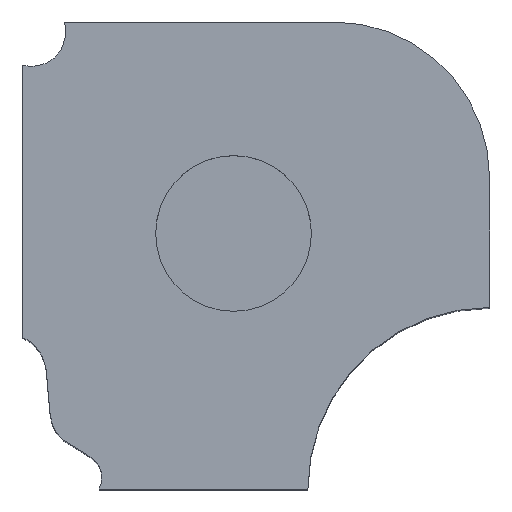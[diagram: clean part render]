
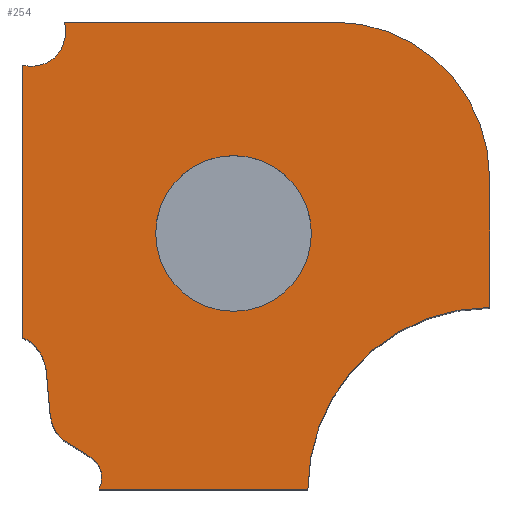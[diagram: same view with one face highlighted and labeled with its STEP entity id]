
A CAD part, top view. The second image highlights one B-rep face of the part: STEP entity #254.
In plain terms, the highlighted planar face has unit normal (0, 0, 1).
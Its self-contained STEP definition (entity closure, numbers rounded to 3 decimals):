
#2 = DIRECTION ( 'NONE',  ( 1., 0., 0. ) ) ;
#5 =( BOUNDED_CURVE ( )  B_SPLINE_CURVE ( 3, ( #298, #495, #295, #23 ),
 .UNSPECIFIED., .F., .F. ) 
 B_SPLINE_CURVE_WITH_KNOTS ( ( 4, 4 ),
 ( 5.458, 6.283 ),
 .UNSPECIFIED. ) 
 CURVE ( )  GEOMETRIC_REPRESENTATION_ITEM ( )  RATIONAL_B_SPLINE_CURVE ( ( 1., 0.944, 0.944, 1. ) ) 
 REPRESENTATION_ITEM ( '' )  );
#20 = FACE_OUTER_BOUND ( 'NONE', #169, .T. ) ;
#23 = CARTESIAN_POINT ( 'NONE',  ( -34.576, 33.795, 100. ) ) ;
#33 = DIRECTION ( 'NONE',  ( 1., 0., 0. ) ) ;
#39 = LINE ( 'NONE', #200, #286 ) ;
#45 = AXIS2_PLACEMENT_3D ( 'NONE', #201, #360, #438 ) ;
#58 = EDGE_CURVE ( 'NONE', #74, #428, #325, .T. ) ;
#61 = DIRECTION ( 'NONE',  ( 1., 0., 0. ) ) ;
#70 = VERTEX_POINT ( 'NONE', #356 ) ;
#73 = VERTEX_POINT ( 'NONE', #159 ) ;
#74 = VERTEX_POINT ( 'NONE', #124 ) ;
#77 = CARTESIAN_POINT ( 'NONE',  ( -25.878, -49.26, 100. ) ) ;
#81 = EDGE_CURVE ( 'NONE', #73, #70, #195, .T. ) ;
#121 = DIRECTION ( 'NONE',  ( 0., 0., 1. ) ) ;
#122 = AXIS2_PLACEMENT_3D ( 'NONE', #499, #349, #33 ) ;
#124 = CARTESIAN_POINT ( 'NONE',  ( 15., 0., 100. ) ) ;
#125 = CARTESIAN_POINT ( 'NONE',  ( -25.878, -49.26, 100. ) ) ;
#133 = VECTOR ( 'NONE', #508, 1000. ) ;
#137 = VERTEX_POINT ( 'NONE', #190 ) ;
#142 = LINE ( 'NONE', #415, #474 ) ;
#147 = CARTESIAN_POINT ( 'NONE',  ( -40.676, -20.042, 100. ) ) ;
#153 = CARTESIAN_POINT ( 'NONE',  ( -32.548, 40.74, 100. ) ) ;
#154 = AXIS2_PLACEMENT_3D ( 'NONE', #199, #121, #276 ) ;
#156 = EDGE_CURVE ( 'NONE', #387, #293, #457, .T. ) ;
#157 = CARTESIAN_POINT ( 'NONE',  ( -32.751, -23.57, 100. ) ) ;
#159 = CARTESIAN_POINT ( 'NONE',  ( 14.324, -49.26, 100. ) ) ;
#160 = CIRCLE ( 'NONE', #202, 30. ) ;
#161 = LINE ( 'NONE', #361, #133 ) ;
#169 = EDGE_LOOP ( 'NONE', ( #445, #249, #186, #501, #365, #449, #256, #300, #174 ) ) ;
#174 = ORIENTED_EDGE ( 'NONE', *, *, #223, .F. ) ;
#180 = AXIS2_PLACEMENT_3D ( 'NONE', #355, #399, #2 ) ;
#181 = PLANE ( 'NONE',  #122 ) ;
#186 = ORIENTED_EDGE ( 'NONE', *, *, #461, .F. ) ;
#190 = CARTESIAN_POINT ( 'NONE',  ( 49.324, 10.74, 100. ) ) ;
#195 = CIRCLE ( 'NONE', #45, 35. ) ;
#199 = CARTESIAN_POINT ( 'NONE',  ( 0., 0., 100. ) ) ;
#200 = CARTESIAN_POINT ( 'NONE',  ( -40.676, 40.74, 100. ) ) ;
#201 = CARTESIAN_POINT ( 'NONE',  ( 49.324, -49.26, 100. ) ) ;
#202 = AXIS2_PLACEMENT_3D ( 'NONE', #329, #487, #287 ) ;
#203 = CARTESIAN_POINT ( 'NONE',  ( -40.676, 32.393, 100. ) ) ;
#223 = EDGE_CURVE ( 'NONE', #489, #285, #233, .T. ) ;
#226 = B_SPLINE_CURVE_WITH_KNOTS ( 'NONE', 3,
 ( #77, #231, #392, #157, #312 ),
 .UNSPECIFIED., .F., .F.,
 ( 4, 1, 4 ),
 ( 0., 0.401, 1. ),
 .UNSPECIFIED. ) ;
#231 = CARTESIAN_POINT ( 'NONE',  ( -23.505, -42.833, 100. ) ) ;
#233 =( BOUNDED_CURVE ( )  B_SPLINE_CURVE ( 3, ( #301, #335, #491, #292 ),
 .UNSPECIFIED., .F., .F. ) 
 B_SPLINE_CURVE_WITH_KNOTS ( ( 4, 4 ),
 ( 0., 0.952 ),
 .UNSPECIFIED. ) 
 CURVE ( )  GEOMETRIC_REPRESENTATION_ITEM ( )  RATIONAL_B_SPLINE_CURVE ( ( 1., 0.926, 0.926, 1. ) ) 
 REPRESENTATION_ITEM ( '' )  );
#249 = ORIENTED_EDGE ( 'NONE', *, *, #156, .T. ) ;
#254 = ADVANCED_FACE ( 'NONE', ( #309, #20 ), #181, .T. ) ;
#256 = ORIENTED_EDGE ( 'NONE', *, *, #485, .T. ) ;
#268 = VERTEX_POINT ( 'NONE', #381 ) ;
#276 = DIRECTION ( 'NONE',  ( 1., 0., 0. ) ) ;
#279 = EDGE_CURVE ( 'NONE', #387, #489, #5, .T. ) ;
#285 = VERTEX_POINT ( 'NONE', #153 ) ;
#286 = VECTOR ( 'NONE', #311, 1000. ) ;
#287 = DIRECTION ( 'NONE',  ( 1., 0., 0. ) ) ;
#292 = CARTESIAN_POINT ( 'NONE',  ( -32.548, 40.74, 100. ) ) ;
#293 = VERTEX_POINT ( 'NONE', #147 ) ;
#295 = CARTESIAN_POINT ( 'NONE',  ( -36.171, 32.394, 100. ) ) ;
#298 = CARTESIAN_POINT ( 'NONE',  ( -40.676, 32.393, 100. ) ) ;
#300 = ORIENTED_EDGE ( 'NONE', *, *, #370, .T. ) ;
#301 = CARTESIAN_POINT ( 'NONE',  ( -34.576, 33.795, 100. ) ) ;
#305 = ORIENTED_EDGE ( 'NONE', *, *, #58, .F. ) ;
#309 = FACE_BOUND ( 'NONE', #455, .T. ) ;
#311 = DIRECTION ( 'NONE',  ( -1., 0., 0. ) ) ;
#312 = CARTESIAN_POINT ( 'NONE',  ( -40.676, -20.042, 100. ) ) ;
#319 = EDGE_CURVE ( 'NONE', #364, #73, #142, .T. ) ;
#321 = CARTESIAN_POINT ( 'NONE',  ( -15., 0., 100. ) ) ;
#325 = CIRCLE ( 'NONE', #154, 15. ) ;
#329 = CARTESIAN_POINT ( 'NONE',  ( 19.324, 10.74, 100. ) ) ;
#335 = CARTESIAN_POINT ( 'NONE',  ( -32.718, 35.428, 100. ) ) ;
#345 = VECTOR ( 'NONE', #416, 1000. ) ;
#346 = ORIENTED_EDGE ( 'NONE', *, *, #405, .F. ) ;
#349 = DIRECTION ( 'NONE',  ( 0., 0., 1. ) ) ;
#355 = CARTESIAN_POINT ( 'NONE',  ( 0., 0., 100. ) ) ;
#356 = CARTESIAN_POINT ( 'NONE',  ( 49.324, -14.26, 100. ) ) ;
#358 = CIRCLE ( 'NONE', #180, 15. ) ;
#360 = DIRECTION ( 'NONE',  ( 0., 0., -1. ) ) ;
#361 = CARTESIAN_POINT ( 'NONE',  ( 49.324, 40.74, 100. ) ) ;
#364 = VERTEX_POINT ( 'NONE', #125 ) ;
#365 = ORIENTED_EDGE ( 'NONE', *, *, #81, .T. ) ;
#370 = EDGE_CURVE ( 'NONE', #268, #285, #39, .T. ) ;
#381 = CARTESIAN_POINT ( 'NONE',  ( 19.324, 40.74, 100. ) ) ;
#387 = VERTEX_POINT ( 'NONE', #203 ) ;
#392 = CARTESIAN_POINT ( 'NONE',  ( -41.333, -41.507, 100. ) ) ;
#399 = DIRECTION ( 'NONE',  ( 0., 0., 1. ) ) ;
#405 = EDGE_CURVE ( 'NONE', #428, #74, #358, .T. ) ;
#414 = CARTESIAN_POINT ( 'NONE',  ( -34.576, 33.795, 100. ) ) ;
#415 = CARTESIAN_POINT ( 'NONE',  ( -40.676, -49.26, 100. ) ) ;
#416 = DIRECTION ( 'NONE',  ( 0., -1., 0. ) ) ;
#426 = EDGE_CURVE ( 'NONE', #70, #137, #161, .T. ) ;
#428 = VERTEX_POINT ( 'NONE', #321 ) ;
#438 = DIRECTION ( 'NONE',  ( 1., 0., 0. ) ) ;
#445 = ORIENTED_EDGE ( 'NONE', *, *, #279, .F. ) ;
#449 = ORIENTED_EDGE ( 'NONE', *, *, #426, .T. ) ;
#455 = EDGE_LOOP ( 'NONE', ( #305, #346 ) ) ;
#457 = LINE ( 'NONE', #502, #345 ) ;
#461 = EDGE_CURVE ( 'NONE', #364, #293, #226, .T. ) ;
#474 = VECTOR ( 'NONE', #61, 1000. ) ;
#485 = EDGE_CURVE ( 'NONE', #137, #268, #160, .T. ) ;
#487 = DIRECTION ( 'NONE',  ( 0., 0., 1. ) ) ;
#489 = VERTEX_POINT ( 'NONE', #414 ) ;
#491 = CARTESIAN_POINT ( 'NONE',  ( -31.988, 37.927, 100. ) ) ;
#495 = CARTESIAN_POINT ( 'NONE',  ( -38.325, 31.899, 100. ) ) ;
#499 = CARTESIAN_POINT ( 'NONE',  ( 49.324, -49.26, 100. ) ) ;
#501 = ORIENTED_EDGE ( 'NONE', *, *, #319, .T. ) ;
#502 = CARTESIAN_POINT ( 'NONE',  ( -40.676, 40.74, 100. ) ) ;
#508 = DIRECTION ( 'NONE',  ( 0., 1., 0. ) ) ;
